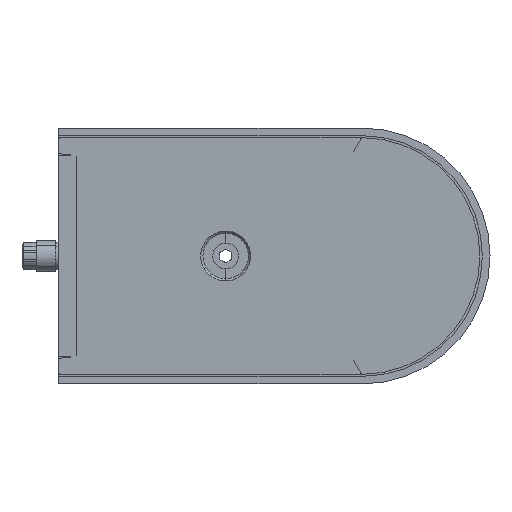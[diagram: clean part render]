
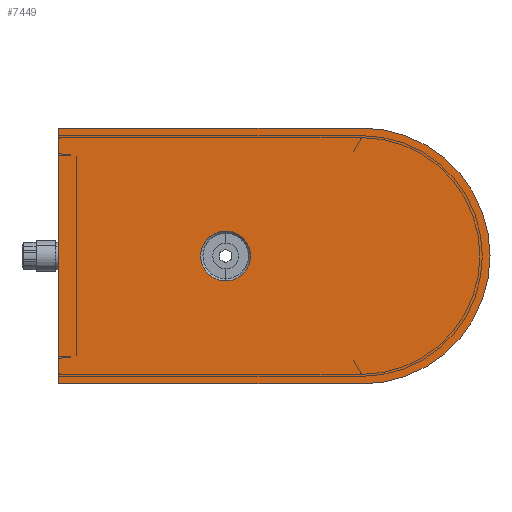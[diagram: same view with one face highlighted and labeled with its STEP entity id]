
A CAD part, left-side view. The second image highlights one B-rep face of the part: STEP entity #7449.
In plain terms, the highlighted planar face has unit normal (-1, 0, 0).
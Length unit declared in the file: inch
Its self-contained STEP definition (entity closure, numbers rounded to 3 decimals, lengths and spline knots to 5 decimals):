
#360 = EDGE_CURVE ( 'NONE', #1618, #1647, #5878, .T. ) ;
#425 = EDGE_CURVE ( 'NONE', #1624, #1623, #5821, .T. ) ;
#463 = EDGE_CURVE ( 'NONE', #1621, #1626, #6106, .T. ) ;
#481 = EDGE_CURVE ( 'NONE', #1625, #1621, #6364, .T. ) ;
#732 = EDGE_CURVE ( 'NONE', #1626, #1618, #2554, .T. ) ;
#786 = EDGE_CURVE ( 'NONE', #1623, #1624, #2643, .T. ) ;
#840 = EDGE_CURVE ( 'NONE', #1647, #1625, #2576, .T. ) ;
#1080 = CARTESIAN_POINT ( 'NONE',  ( -23.29614, -0.60296, 0. ) ) ;
#1088 = DIRECTION ( 'NONE',  ( -1., 0., 0. ) ) ;
#1131 = DIRECTION ( 'NONE',  ( 0., 0., -1. ) ) ;
#1618 = VERTEX_POINT ( 'NONE', #8083 ) ;
#1621 = VERTEX_POINT ( 'NONE', #8086 ) ;
#1623 = VERTEX_POINT ( 'NONE', #8088 ) ;
#1624 = VERTEX_POINT ( 'NONE', #8089 ) ;
#1625 = VERTEX_POINT ( 'NONE', #8090 ) ;
#1626 = VERTEX_POINT ( 'NONE', #8091 ) ;
#1647 = VERTEX_POINT ( 'NONE', #8112 ) ;
#1858 = EDGE_LOOP ( 'NONE', ( #6448, #6367 ) ) ;
#1955 = EDGE_LOOP ( 'NONE', ( #6003, #5839, #5853, #6358, #6383 ) ) ;
#2554 = CIRCLE ( 'NONE', #3749, 0.8375 ) ;
#2576 = LINE ( 'NONE', #7769, #2580 ) ;
#2580 = VECTOR ( 'NONE', #7770, 39.37008 ) ;
#2643 = CIRCLE ( 'NONE', #3632, 0.1634 ) ;
#2969 = FACE_BOUND ( 'NONE', #1858, .T. ) ;
#2973 = FACE_OUTER_BOUND ( 'NONE', #1955, .T. ) ;
#3146 = DIRECTION ( 'NONE',  ( 0., 0., -1. ) ) ;
#3149 = DIRECTION ( 'NONE',  ( -1., 0., 0. ) ) ;
#3151 = CARTESIAN_POINT ( 'NONE',  ( -23.29614, -0.60296, 0. ) ) ;
#3168 = DIRECTION ( 'NONE',  ( 0., 0., -1. ) ) ;
#3175 = CARTESIAN_POINT ( 'NONE',  ( -23.29614, 1.38181, 0.8375 ) ) ;
#3329 = CARTESIAN_POINT ( 'NONE',  ( -23.29614, 0.29, 0. ) ) ;
#3330 = DIRECTION ( 'NONE',  ( 0., 0., -1. ) ) ;
#3332 = DIRECTION ( 'NONE',  ( -1., 0., 0. ) ) ;
#3364 = DIRECTION ( 'NONE',  ( 0., -1., 0. ) ) ;
#3424 = CARTESIAN_POINT ( 'NONE',  ( -23.29614, 1.38181, -0.8375 ) ) ;
#3608 = AXIS2_PLACEMENT_3D ( 'NONE', #3151, #3149, #3146 ) ;
#3632 = AXIS2_PLACEMENT_3D ( 'NONE', #7644, #7645, #7646 ) ;
#3749 = AXIS2_PLACEMENT_3D ( 'NONE', #1080, #1088, #1131 ) ;
#3807 = AXIS2_PLACEMENT_3D ( 'NONE', #3329, #3332, #3330 ) ;
#4068 = AXIS2_PLACEMENT_3D ( 'NONE', #5587, #5588, #5589 ) ;
#5579 = PLANE ( 'NONE',  #4068 ) ;
#5587 = CARTESIAN_POINT ( 'NONE',  ( -23.29614, 0.2896, 0. ) ) ;
#5588 = DIRECTION ( 'NONE',  ( -1., 0., 0. ) ) ;
#5589 = DIRECTION ( 'NONE',  ( 0., 0., -1. ) ) ;
#5821 = CIRCLE ( 'NONE', #3807, 0.1634 ) ;
#5839 = ORIENTED_EDGE ( 'NONE', *, *, #360, .T. ) ;
#5853 = ORIENTED_EDGE ( 'NONE', *, *, #840, .T. ) ;
#5878 = CIRCLE ( 'NONE', #3608, 0.8375 ) ;
#6003 = ORIENTED_EDGE ( 'NONE', *, *, #732, .T. ) ;
#6106 = LINE ( 'NONE', #3424, #6163 ) ;
#6163 = VECTOR ( 'NONE', #3364, 39.37008 ) ;
#6336 = VECTOR ( 'NONE', #3168, 39.37008 ) ;
#6358 = ORIENTED_EDGE ( 'NONE', *, *, #481, .T. ) ;
#6364 = LINE ( 'NONE', #3175, #6336 ) ;
#6367 = ORIENTED_EDGE ( 'NONE', *, *, #425, .F. ) ;
#6383 = ORIENTED_EDGE ( 'NONE', *, *, #463, .T. ) ;
#6448 = ORIENTED_EDGE ( 'NONE', *, *, #786, .F. ) ;
#7449 = ADVANCED_FACE ( 'NONE', ( #2969, #2973 ), #5579, .T. ) ;
#7644 = CARTESIAN_POINT ( 'NONE',  ( -23.29614, 0.29, 0. ) ) ;
#7645 = DIRECTION ( 'NONE',  ( -1., 0., 0. ) ) ;
#7646 = DIRECTION ( 'NONE',  ( 0., 0., -1. ) ) ;
#7769 = CARTESIAN_POINT ( 'NONE',  ( -23.29614, 1.38181, 0.8375 ) ) ;
#7770 = DIRECTION ( 'NONE',  ( 0., 1., 0. ) ) ;
#8083 = CARTESIAN_POINT ( 'NONE',  ( -23.29614, -1.44046, 0. ) ) ;
#8086 = CARTESIAN_POINT ( 'NONE',  ( -23.29614, 1.38181, -0.8375 ) ) ;
#8088 = CARTESIAN_POINT ( 'NONE',  ( -23.29614, 0.29, -0.16341 ) ) ;
#8089 = CARTESIAN_POINT ( 'NONE',  ( -23.29614, 0.29, 0.1634 ) ) ;
#8090 = CARTESIAN_POINT ( 'NONE',  ( -23.29614, 1.38181, 0.8375 ) ) ;
#8091 = CARTESIAN_POINT ( 'NONE',  ( -23.29614, -0.60296, -0.8375 ) ) ;
#8112 = CARTESIAN_POINT ( 'NONE',  ( -23.29614, -0.60296, 0.8375 ) ) ;
